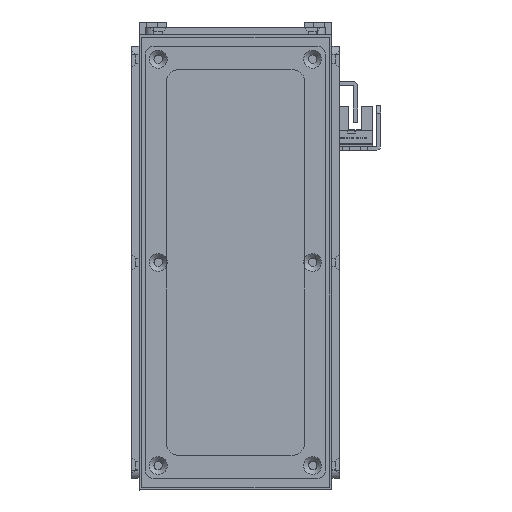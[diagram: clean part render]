
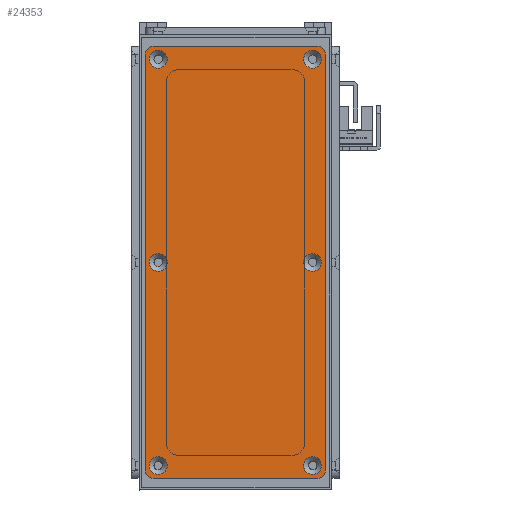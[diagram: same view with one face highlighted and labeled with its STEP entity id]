
A CAD part, left-side view. The second image highlights one B-rep face of the part: STEP entity #24353.
In plain terms, the highlighted face is planar.
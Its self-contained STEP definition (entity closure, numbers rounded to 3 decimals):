
#968=PLANE('',#27256);
#1436=FACE_BOUND('',#5022,.T.);
#1437=FACE_BOUND('',#5023,.T.);
#1438=FACE_BOUND('',#5024,.T.);
#1439=FACE_BOUND('',#5025,.T.);
#1440=FACE_BOUND('',#5026,.T.);
#1441=FACE_BOUND('',#5027,.T.);
#3317=FACE_OUTER_BOUND('',#5021,.T.);
#5021=EDGE_LOOP('',(#22426,#22427,#22428,#22429,#22430,#22431,#22432,#22433));
#5022=EDGE_LOOP('',(#22434));
#5023=EDGE_LOOP('',(#22435));
#5024=EDGE_LOOP('',(#22436));
#5025=EDGE_LOOP('',(#22437));
#5026=EDGE_LOOP('',(#22438));
#5027=EDGE_LOOP('',(#22439));
#7049=LINE('',#41900,#9118);
#7052=LINE('',#41908,#9121);
#7055=LINE('',#41916,#9124);
#7058=LINE('',#41923,#9127);
#9118=VECTOR('',#34080,10.);
#9121=VECTOR('',#34089,10.);
#9124=VECTOR('',#34098,10.);
#9127=VECTOR('',#34107,10.);
#10479=CIRCLE('',#27210,3.45);
#10482=CIRCLE('',#27215,3.45);
#10485=CIRCLE('',#27220,3.45);
#10488=CIRCLE('',#27225,3.45);
#10491=CIRCLE('',#27230,3.45);
#10494=CIRCLE('',#27235,3.45);
#10501=CIRCLE('',#27245,3.);
#10502=CIRCLE('',#27248,3.);
#10503=CIRCLE('',#27251,3.);
#10504=CIRCLE('',#27254,3.);
#12622=VERTEX_POINT('',#41816);
#12625=VERTEX_POINT('',#41826);
#12628=VERTEX_POINT('',#41836);
#12631=VERTEX_POINT('',#41846);
#12634=VERTEX_POINT('',#41856);
#12637=VERTEX_POINT('',#41866);
#12648=VERTEX_POINT('',#41893);
#12649=VERTEX_POINT('',#41895);
#12650=VERTEX_POINT('',#41899);
#12651=VERTEX_POINT('',#41903);
#12652=VERTEX_POINT('',#41907);
#12653=VERTEX_POINT('',#41911);
#12654=VERTEX_POINT('',#41915);
#12655=VERTEX_POINT('',#41919);
#15896=EDGE_CURVE('',#12622,#12622,#10479,.T.);
#15901=EDGE_CURVE('',#12625,#12625,#10482,.T.);
#15906=EDGE_CURVE('',#12628,#12628,#10485,.T.);
#15911=EDGE_CURVE('',#12631,#12631,#10488,.T.);
#15916=EDGE_CURVE('',#12634,#12634,#10491,.T.);
#15921=EDGE_CURVE('',#12637,#12637,#10494,.T.);
#15935=EDGE_CURVE('',#12649,#12648,#10501,.T.);
#15937=EDGE_CURVE('',#12650,#12649,#7049,.T.);
#15939=EDGE_CURVE('',#12651,#12650,#10502,.T.);
#15941=EDGE_CURVE('',#12652,#12651,#7052,.T.);
#15943=EDGE_CURVE('',#12653,#12652,#10503,.T.);
#15945=EDGE_CURVE('',#12654,#12653,#7055,.T.);
#15947=EDGE_CURVE('',#12655,#12654,#10504,.T.);
#15949=EDGE_CURVE('',#12648,#12655,#7058,.T.);
#22426=ORIENTED_EDGE('',*,*,#15949,.T.);
#22427=ORIENTED_EDGE('',*,*,#15947,.T.);
#22428=ORIENTED_EDGE('',*,*,#15945,.T.);
#22429=ORIENTED_EDGE('',*,*,#15943,.T.);
#22430=ORIENTED_EDGE('',*,*,#15941,.T.);
#22431=ORIENTED_EDGE('',*,*,#15939,.T.);
#22432=ORIENTED_EDGE('',*,*,#15937,.T.);
#22433=ORIENTED_EDGE('',*,*,#15935,.T.);
#22434=ORIENTED_EDGE('',*,*,#15896,.T.);
#22435=ORIENTED_EDGE('',*,*,#15901,.T.);
#22436=ORIENTED_EDGE('',*,*,#15906,.T.);
#22437=ORIENTED_EDGE('',*,*,#15911,.T.);
#22438=ORIENTED_EDGE('',*,*,#15916,.T.);
#22439=ORIENTED_EDGE('',*,*,#15921,.T.);
#24353=ADVANCED_FACE('',(#3317,#1436,#1437,#1438,#1439,#1440,#1441),#968,
 .T.);
#27210=AXIS2_PLACEMENT_3D('',#41817,#33988,#33989);
#27215=AXIS2_PLACEMENT_3D('',#41827,#34000,#34001);
#27220=AXIS2_PLACEMENT_3D('',#41837,#34012,#34013);
#27225=AXIS2_PLACEMENT_3D('',#41847,#34024,#34025);
#27230=AXIS2_PLACEMENT_3D('',#41857,#34036,#34037);
#27235=AXIS2_PLACEMENT_3D('',#41867,#34048,#34049);
#27245=AXIS2_PLACEMENT_3D('',#41896,#34075,#34076);
#27248=AXIS2_PLACEMENT_3D('',#41904,#34084,#34085);
#27251=AXIS2_PLACEMENT_3D('',#41912,#34093,#34094);
#27254=AXIS2_PLACEMENT_3D('',#41920,#34102,#34103);
#27256=AXIS2_PLACEMENT_3D('',#41924,#34108,#34109);
#33988=DIRECTION('center_axis',(0.,0.,-1.));
#33989=DIRECTION('ref_axis',(1.,0.,0.));
#34000=DIRECTION('center_axis',(0.,0.,-1.));
#34001=DIRECTION('ref_axis',(1.,0.,0.));
#34012=DIRECTION('center_axis',(0.,0.,-1.));
#34013=DIRECTION('ref_axis',(1.,0.,0.));
#34024=DIRECTION('center_axis',(0.,0.,-1.));
#34025=DIRECTION('ref_axis',(1.,0.,0.));
#34036=DIRECTION('center_axis',(0.,0.,-1.));
#34037=DIRECTION('ref_axis',(1.,0.,0.));
#34048=DIRECTION('center_axis',(0.,0.,-1.));
#34049=DIRECTION('ref_axis',(1.,0.,0.));
#34075=DIRECTION('center_axis',(0.,0.,1.));
#34076=DIRECTION('ref_axis',(-1.,0.,0.));
#34080=DIRECTION('',(0.,1.,0.));
#34084=DIRECTION('center_axis',(0.,0.,1.));
#34085=DIRECTION('ref_axis',(0.,1.,0.));
#34089=DIRECTION('',(1.,0.,0.));
#34093=DIRECTION('center_axis',(0.,0.,1.));
#34094=DIRECTION('ref_axis',(1.,0.,0.));
#34098=DIRECTION('',(0.,-1.,0.));
#34102=DIRECTION('center_axis',(0.,0.,1.));
#34103=DIRECTION('ref_axis',(0.,-1.,0.));
#34107=DIRECTION('',(-1.,0.,0.));
#34108=DIRECTION('center_axis',(0.,0.,1.));
#34109=DIRECTION('ref_axis',(1.,0.,0.));
#41816=CARTESIAN_POINT('',(-3.45,30.,1.5));
#41817=CARTESIAN_POINT('Origin',(0.,30.,1.5));
#41826=CARTESIAN_POINT('',(75.55,-30.,1.5));
#41827=CARTESIAN_POINT('Origin',(79.,-30.,1.5));
#41836=CARTESIAN_POINT('',(-82.45,30.,1.5));
#41837=CARTESIAN_POINT('Origin',(-79.,30.,1.5));
#41846=CARTESIAN_POINT('',(75.55,30.,1.5));
#41847=CARTESIAN_POINT('Origin',(79.,30.,1.5));
#41856=CARTESIAN_POINT('',(-82.45,-30.,1.5));
#41857=CARTESIAN_POINT('Origin',(-79.,-30.,1.5));
#41866=CARTESIAN_POINT('',(-3.45,-30.,1.5));
#41867=CARTESIAN_POINT('Origin',(0.,-30.,1.5));
#41893=CARTESIAN_POINT('',(81.,35.,1.5));
#41895=CARTESIAN_POINT('',(84.,32.,1.5));
#41896=CARTESIAN_POINT('Origin',(81.,32.,1.5));
#41899=CARTESIAN_POINT('',(84.,-32.,1.5));
#41900=CARTESIAN_POINT('',(84.,32.,1.5));
#41903=CARTESIAN_POINT('',(81.,-35.,1.5));
#41904=CARTESIAN_POINT('Origin',(81.,-32.,1.5));
#41907=CARTESIAN_POINT('',(-81.,-35.,1.5));
#41908=CARTESIAN_POINT('',(81.,-35.,1.5));
#41911=CARTESIAN_POINT('',(-84.,-32.,1.5));
#41912=CARTESIAN_POINT('Origin',(-81.,-32.,1.5));
#41915=CARTESIAN_POINT('',(-84.,32.,1.5));
#41916=CARTESIAN_POINT('',(-84.,-32.,1.5));
#41919=CARTESIAN_POINT('',(-81.,35.,1.5));
#41920=CARTESIAN_POINT('Origin',(-81.,32.,1.5));
#41923=CARTESIAN_POINT('',(-81.,35.,1.5));
#41924=CARTESIAN_POINT('Origin',(0.,0.,
1.5));
